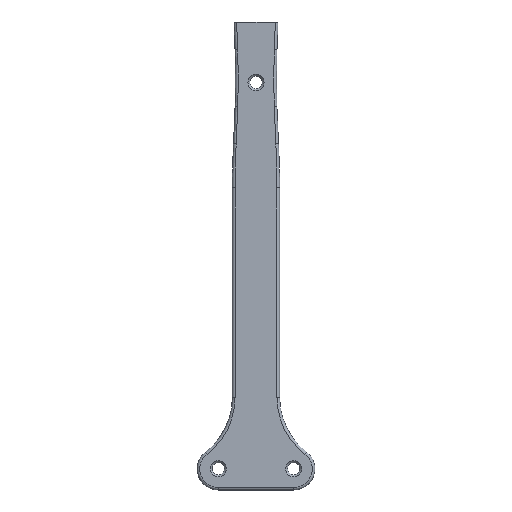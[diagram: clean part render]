
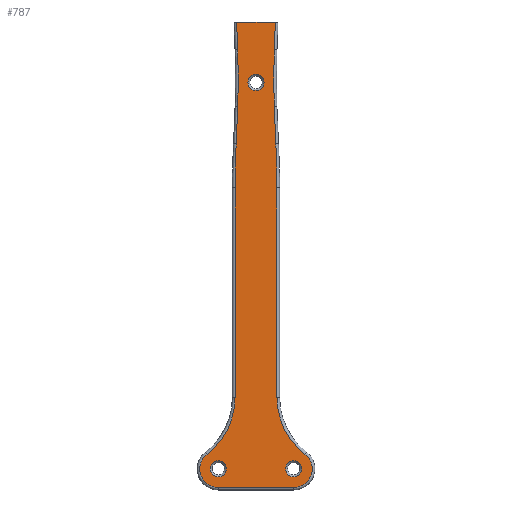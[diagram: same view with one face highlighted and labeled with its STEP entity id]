
A CAD part, front view. The second image highlights one B-rep face of the part: STEP entity #787.
In plain terms, the highlighted planar face has unit normal (0, -1, 0).
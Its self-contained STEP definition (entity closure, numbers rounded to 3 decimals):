
#112=CARTESIAN_POINT('',(-10.,-39.,-0.881));
#113=DIRECTION('',(0.,1.,0.));
#114=DIRECTION('',(1.,0.,0.));
#115=AXIS2_PLACEMENT_3D('',#112,#113,#114);
#117=CARTESIAN_POINT('',(-10.,-39.,-0.881));
#118=DIRECTION('',(0.,1.,0.));
#119=DIRECTION('',(-1.,0.,0.));
#120=AXIS2_PLACEMENT_3D('',#117,#118,#119);
#122=CARTESIAN_POINT('',(10.,-39.,-0.881));
#123=DIRECTION('',(0.,1.,0.));
#124=DIRECTION('',(1.,0.,0.));
#125=AXIS2_PLACEMENT_3D('',#122,#123,#124);
#127=CARTESIAN_POINT('',(10.,-39.,-0.881));
#128=DIRECTION('',(0.,1.,0.));
#129=DIRECTION('',(-1.,0.,0.));
#130=AXIS2_PLACEMENT_3D('',#127,#128,#129);
#132=DIRECTION('',(1.,0.,0.));
#133=VECTOR('',#132,10.24);
#134=CARTESIAN_POINT('',(-5.121,-39.,117.522));
#135=LINE('',#134,#133);
#136=DIRECTION('',(0.035,0.,0.999));
#137=VECTOR('',#136,7.356);
#138=CARTESIAN_POINT('',(4.862,-39.,110.171));
#139=LINE('',#138,#137);
#140=CARTESIAN_POINT('',(228.126,-39.,102.374));
#141=DIRECTION('',(0.,1.,0.));
#142=DIRECTION('',(-0.999,0.,-0.032));
#143=AXIS2_PLACEMENT_3D('',#140,#141,#142);
#145=CARTESIAN_POINT('',(5.257,-39.,85.209));
#146=CARTESIAN_POINT('',(5.201,-39.,86.273));
#147=CARTESIAN_POINT('',(5.097,-39.,88.431));
#148=CARTESIAN_POINT('',(4.959,-39.,91.753));
#149=CARTESIAN_POINT('',(4.879,-39.,94.026));
#150=CARTESIAN_POINT('',(4.842,-39.,95.176));
#152=CARTESIAN_POINT('',(-216.436,-39.,73.552));
#153=DIRECTION('',(0.,-1.,0.));
#154=DIRECTION('',(1.,0.,0.));
#155=AXIS2_PLACEMENT_3D('',#152,#153,#154);
#157=DIRECTION('',(0.,0.,1.));
#158=VECTOR('',#157,55.543);
#159=CARTESIAN_POINT('',(5.564,-39.,18.009));
#160=LINE('',#159,#158);
#161=CARTESIAN_POINT('',(24.429,-39.,18.009));
#162=DIRECTION('',(0.,1.,0.));
#163=DIRECTION('',(-0.607,0.,-0.795));
#164=AXIS2_PLACEMENT_3D('',#161,#162,#163);
#166=CARTESIAN_POINT('',(10.,-39.,-0.881));
#167=DIRECTION('',(0.,-1.,0.));
#168=DIRECTION('',(0.,0.,-1.));
#169=AXIS2_PLACEMENT_3D('',#166,#167,#168);
#171=DIRECTION('',(1.,0.,0.));
#172=VECTOR('',#171,20.);
#173=CARTESIAN_POINT('',(-10.,-39.,-5.786));
#174=LINE('',#173,#172);
#175=CARTESIAN_POINT('',(-10.,-39.,-0.881));
#176=DIRECTION('',(0.,-1.,0.));
#177=DIRECTION('',(-0.607,0.,0.795));
#178=AXIS2_PLACEMENT_3D('',#175,#176,#177);
#180=CARTESIAN_POINT('',(-24.429,-39.,18.009));
#181=DIRECTION('',(0.,1.,0.));
#182=DIRECTION('',(1.,0.,0.));
#183=AXIS2_PLACEMENT_3D('',#180,#181,#182);
#185=DIRECTION('',(0.,0.,-1.));
#186=VECTOR('',#185,55.543);
#187=CARTESIAN_POINT('',(-5.564,-39.,73.552));
#188=LINE('',#187,#186);
#189=CARTESIAN_POINT('',(216.436,-39.,73.552));
#190=DIRECTION('',(0.,-1.,0.));
#191=DIRECTION('',(-0.999,0.,0.053));
#192=AXIS2_PLACEMENT_3D('',#189,#190,#191);
#194=CARTESIAN_POINT('',(-4.844,-39.,95.118));
#195=CARTESIAN_POINT('',(-4.881,-39.,93.974));
#196=CARTESIAN_POINT('',(-4.96,-39.,91.715));
#197=CARTESIAN_POINT('',(-5.098,-39.,88.412));
#198=CARTESIAN_POINT('',(-5.202,-39.,86.267));
#199=CARTESIAN_POINT('',(-5.257,-39.,85.21));
#201=CARTESIAN_POINT('',(-228.127,-39.,102.339));
#202=DIRECTION('',(0.,1.,0.));
#203=DIRECTION('',(0.999,0.,0.035));
#204=AXIS2_PLACEMENT_3D('',#201,#202,#203);
#206=DIRECTION('',(0.035,0.,-0.999));
#207=VECTOR('',#206,7.391);
#208=CARTESIAN_POINT('',(-5.121,-39.,117.522));
#209=LINE('',#208,#207);
#210=CARTESIAN_POINT('',(0.,-39.,101.51));
#211=DIRECTION('',(0.,1.,0.));
#212=DIRECTION('',(-1.,0.,0.));
#213=AXIS2_PLACEMENT_3D('',#210,#211,#212);
#215=CARTESIAN_POINT('',(0.,-39.,101.51));
#216=DIRECTION('',(0.,1.,0.));
#217=DIRECTION('',(1.,0.,0.));
#218=AXIS2_PLACEMENT_3D('',#215,#216,#217);
#535=CARTESIAN_POINT('',(-7.85,-39.,-0.881));
#536=CARTESIAN_POINT('',(-12.15,-39.,-0.881));
#537=VERTEX_POINT('',#535);
#538=VERTEX_POINT('',#536);
#543=CARTESIAN_POINT('',(12.15,-39.,-0.881));
#544=CARTESIAN_POINT('',(7.85,-39.,-0.881));
#545=VERTEX_POINT('',#543);
#546=VERTEX_POINT('',#544);
#571=CARTESIAN_POINT('',(4.842,-39.,95.176));
#572=CARTESIAN_POINT('',(4.862,-39.,110.171));
#573=VERTEX_POINT('',#571);
#574=VERTEX_POINT('',#572);
#579=VERTEX_POINT('',#145);
#581=CARTESIAN_POINT('',(5.564,-39.,73.552));
#582=VERTEX_POINT('',#581);
#585=CARTESIAN_POINT('',(5.564,-39.,18.009));
#586=VERTEX_POINT('',#585);
#589=CARTESIAN_POINT('',(12.977,-39.,3.017));
#590=VERTEX_POINT('',#589);
#593=CARTESIAN_POINT('',(10.,-39.,-5.786));
#594=VERTEX_POINT('',#593);
#597=CARTESIAN_POINT('',(-10.,-39.,-5.786));
#598=VERTEX_POINT('',#597);
#601=CARTESIAN_POINT('',(-12.977,-39.,3.017));
#602=VERTEX_POINT('',#601);
#605=CARTESIAN_POINT('',(-5.564,-39.,18.009));
#606=VERTEX_POINT('',#605);
#609=CARTESIAN_POINT('',(-5.564,-39.,73.552));
#610=VERTEX_POINT('',#609);
#613=CARTESIAN_POINT('',(-5.257,-39.,85.21));
#614=VERTEX_POINT('',#613);
#617=VERTEX_POINT('',#194);
#619=CARTESIAN_POINT('',(-4.863,-39.,110.136));
#620=VERTEX_POINT('',#619);
#627=CARTESIAN_POINT('',(-5.121,-39.,117.522));
#628=CARTESIAN_POINT('',(5.119,-39.,117.522));
#629=VERTEX_POINT('',#627);
#630=VERTEX_POINT('',#628);
#635=CARTESIAN_POINT('',(-2.15,-39.,101.51));
#636=CARTESIAN_POINT('',(2.15,-39.,101.51));
#637=VERTEX_POINT('',#635);
#638=VERTEX_POINT('',#636);
#731=CARTESIAN_POINT('',(0.,-39.,0.));
#732=DIRECTION('',(0.,-1.,0.));
#733=DIRECTION('',(1.,0.,0.));
#734=AXIS2_PLACEMENT_3D('',#731,#732,#733);
#735=PLANE('',#734);
#737=ORIENTED_EDGE('',*,*,#736,.T.);
#739=ORIENTED_EDGE('',*,*,#738,.F.);
#741=ORIENTED_EDGE('',*,*,#740,.F.);
#743=ORIENTED_EDGE('',*,*,#742,.F.);
#745=ORIENTED_EDGE('',*,*,#744,.F.);
#747=ORIENTED_EDGE('',*,*,#746,.F.);
#749=ORIENTED_EDGE('',*,*,#748,.F.);
#751=ORIENTED_EDGE('',*,*,#750,.F.);
#753=ORIENTED_EDGE('',*,*,#752,.F.);
#755=ORIENTED_EDGE('',*,*,#754,.F.);
#757=ORIENTED_EDGE('',*,*,#756,.F.);
#759=ORIENTED_EDGE('',*,*,#758,.F.);
#761=ORIENTED_EDGE('',*,*,#760,.F.);
#763=ORIENTED_EDGE('',*,*,#762,.F.);
#765=ORIENTED_EDGE('',*,*,#764,.F.);
#767=ORIENTED_EDGE('',*,*,#766,.F.);
#768=EDGE_LOOP('',(#737,#739,#741,#743,#745,#747,#749,#751,#753,#755,#757,#759,
#761,#763,#765,#767));
#769=FACE_OUTER_BOUND('',#768,.F.);
#771=ORIENTED_EDGE('',*,*,#770,.F.);
#773=ORIENTED_EDGE('',*,*,#772,.F.);
#774=EDGE_LOOP('',(#771,#773));
#775=FACE_BOUND('',#774,.F.);
#777=ORIENTED_EDGE('',*,*,#776,.F.);
#778=ORIENTED_EDGE('',*,*,#721,.F.);
#779=EDGE_LOOP('',(#777,#778));
#780=FACE_BOUND('',#779,.F.);
#782=ORIENTED_EDGE('',*,*,#781,.F.);
#784=ORIENTED_EDGE('',*,*,#783,.F.);
#785=EDGE_LOOP('',(#782,#784));
#786=FACE_BOUND('',#785,.F.);
#787=ADVANCED_FACE('',(#769,#775,#780,#786),#735,.T.);
#116=CIRCLE('',#115,2.15);
#121=CIRCLE('',#120,2.15);
#126=CIRCLE('',#125,2.15);
#131=CIRCLE('',#130,2.15);
#144=CIRCLE('',#143,223.4);
#151=B_SPLINE_CURVE_WITH_KNOTS('',3,(#145,#146,#147,#148,#149,#150),
.UNSPECIFIED.,.F.,.F.,(4,1,1,4),(0.,0.333,0.667,1.),
.UNSPECIFIED.);
#156=CIRCLE('',#155,222.);
#165=CIRCLE('',#164,18.865);
#170=CIRCLE('',#169,4.905);
#179=CIRCLE('',#178,4.905);
#184=CIRCLE('',#183,18.865);
#193=CIRCLE('',#192,222.);
#200=B_SPLINE_CURVE_WITH_KNOTS('',3,(#194,#195,#196,#197,#198,#199),
.UNSPECIFIED.,.F.,.F.,(4,1,1,4),(0.,0.333,0.667,1.),
.UNSPECIFIED.);
#205=CIRCLE('',#204,223.4);
#214=CIRCLE('',#213,2.15);
#219=CIRCLE('',#218,2.15);
#721=EDGE_CURVE('',#538,#537,#121,.T.);
#736=EDGE_CURVE('',#629,#630,#135,.T.);
#738=EDGE_CURVE('',#574,#630,#139,.T.);
#740=EDGE_CURVE('',#573,#574,#144,.T.);
#742=EDGE_CURVE('',#579,#573,#151,.T.);
#744=EDGE_CURVE('',#582,#579,#156,.T.);
#746=EDGE_CURVE('',#586,#582,#160,.T.);
#748=EDGE_CURVE('',#590,#586,#165,.T.);
#750=EDGE_CURVE('',#594,#590,#170,.T.);
#752=EDGE_CURVE('',#598,#594,#174,.T.);
#754=EDGE_CURVE('',#602,#598,#179,.T.);
#756=EDGE_CURVE('',#606,#602,#184,.T.);
#758=EDGE_CURVE('',#610,#606,#188,.T.);
#760=EDGE_CURVE('',#614,#610,#193,.T.);
#762=EDGE_CURVE('',#617,#614,#200,.T.);
#764=EDGE_CURVE('',#620,#617,#205,.T.);
#766=EDGE_CURVE('',#629,#620,#209,.T.);
#770=EDGE_CURVE('',#545,#546,#126,.T.);
#772=EDGE_CURVE('',#546,#545,#131,.T.);
#776=EDGE_CURVE('',#537,#538,#116,.T.);
#781=EDGE_CURVE('',#637,#638,#214,.T.);
#783=EDGE_CURVE('',#638,#637,#219,.T.);
